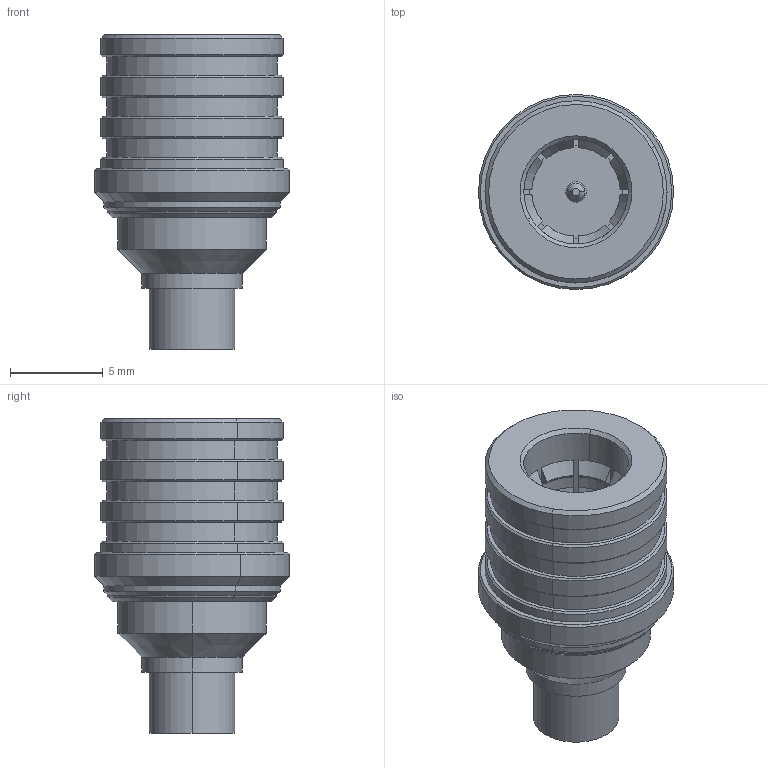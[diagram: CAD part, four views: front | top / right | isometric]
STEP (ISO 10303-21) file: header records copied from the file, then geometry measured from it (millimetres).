
FILE_DESCRIPTION (( 'STEP AP214' ), '1' );
FILE_NAME ('ÑÖÍÊ.434521.026ÑÁ_Âèëêà+äëÿ ïîòðåáèòåëÿ.STEP', '2018-11-27T10:02:37', ( 'User' ), ( '' ), 'SwSTEP 2.0', 'SolidWorks 2016', '' );
FILE_SCHEMA (( 'AUTOMOTIVE_DESIGN' ));
Length unit declared in the file: millimetre
Products named in the file (1): ÑÖÍÊ.434521.026ÑÁ_Âèëêà+äëÿ ïîòðåáèòåëÿ
Bounding box: 10.5 x 10.5 x 16.95 mm (x, y, z)
Volume: 699.2 mm3; surface area: 822.2 mm2
Topology: 1 solids, 1 shells, 178 faces, 448 edges, 283 vertices
Faces by surface type: cone 60, cylinder 54, plane 46, torus 18
Entity records: 7668 total; most frequent: CARTESIAN_POINT 1412, DIRECTION 914, ORIENTED_EDGE 892, EDGE_CURVE 446, AXIS2_PLACEMENT_3D 373, VERTEX_POINT 283, CIRCLE 194, EDGE_LOOP 191
